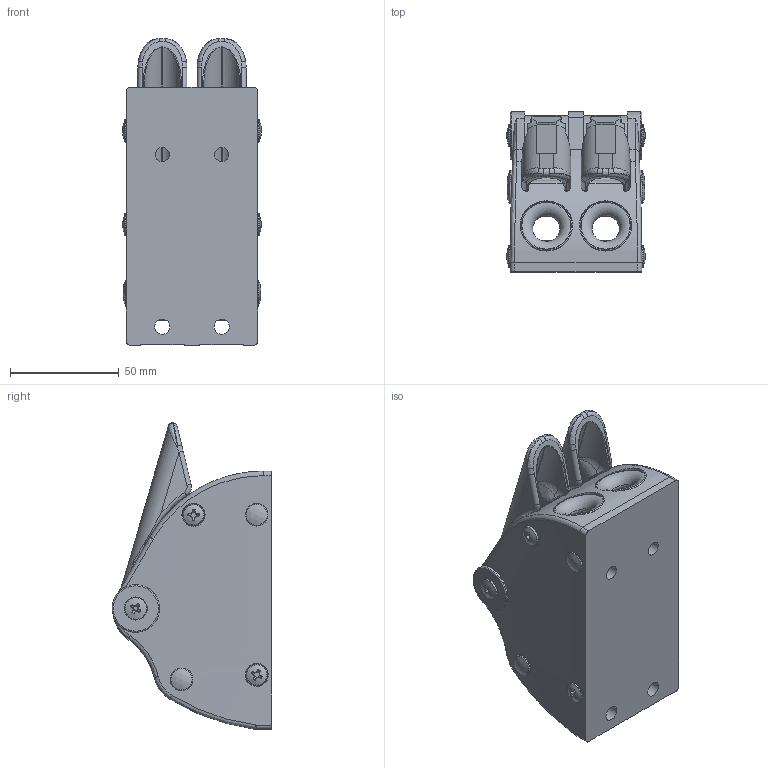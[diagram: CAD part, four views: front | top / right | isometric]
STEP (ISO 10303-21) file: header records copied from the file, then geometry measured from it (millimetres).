
FILE_DESCRIPTION(/* description */ (''),/* implementation_level */ '2;1');
FILE_NAME(/* name */ '513.120.stp',/* time_stamp */ '2023-05-17T14:54:02+02:00',/* author */ ('lucade'),/* organization */ (''),/* preprocessor_version */ 'ST-DEVELOPER v19.2',/* originating_system */ 'Autodesk Inventor 2023',/* authorisation */ '');
FILE_SCHEMA (('AUTOMOTIVE_DESIGN { 1 0 10303 214 3 1 1 }'));
Length unit declared in the file: millimetre
Products named in the file (1): 513.120
Bounding box: 63.8 x 73.4 x 140.83 mm (x, y, z)
Volume: 250614.8 mm3; surface area: 69986.4 mm2
Topology: 1 solids, 13 shells, 902 faces, 2348 edges, 1484 vertices
Faces by surface type: plane 258, cylinder 252, bspline 174, torus 130, cone 66, sphere 22
Full cylindrical faces by diameter (mm): 2.6 x4, 4.85 x2, 5.5 x2, 6.5 x2, 7 x2, 8 x2, 8.2 x2, 10 x2, 10.2 x6, 10.3 x4, 11.5 x4, 21.8 x2, 24 x2, 26 x2
Entity records: 33985 total; most frequent: CARTESIAN_POINT 12973, ORIENTED_EDGE 4672, DIRECTION 4096, EDGE_CURVE 2336, AXIS2_PLACEMENT_3D 1693, VERTEX_POINT 1484, EDGE_LOOP 954, FACE_OUTER_BOUND 902
